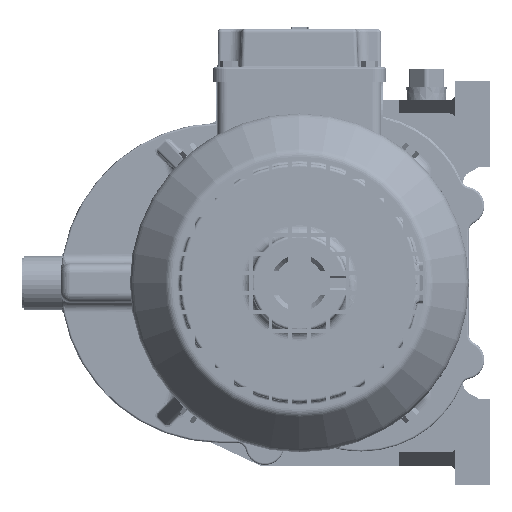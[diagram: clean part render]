
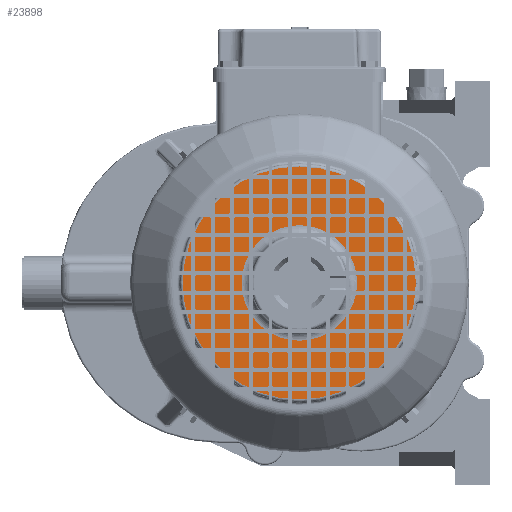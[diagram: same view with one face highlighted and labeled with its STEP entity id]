
A CAD part, left-side view. The second image highlights one B-rep face of the part: STEP entity #23898.
In plain terms, the highlighted planar face has unit normal (-1, 0, 0).
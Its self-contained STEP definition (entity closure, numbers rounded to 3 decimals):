
#11865 = CARTESIAN_POINT ( 'NONE',  ( -189.5, -36., 0. ) ) ;
#11919 = CIRCLE ( 'NONE', #265834, 30. ) ;
#23898 = ADVANCED_FACE ( 'NONE', ( #74917, #156204 ), #235948, .F. ) ;
#24910 = AXIS2_PLACEMENT_3D ( 'NONE', #209320, #80106, #189611 ) ;
#25905 = DIRECTION ( 'NONE',  ( 0., 0., -1. ) ) ;
#35148 = VERTEX_POINT ( 'NONE', #249972 ) ;
#45760 = CARTESIAN_POINT ( 'NONE',  ( -189.5, -36., 60.5 ) ) ;
#74917 = FACE_BOUND ( 'NONE', #220392, .T. ) ;
#80106 = DIRECTION ( 'NONE',  ( 1., 0., 0. ) ) ;
#87493 = VERTEX_POINT ( 'NONE', #45760 ) ;
#115374 = DIRECTION ( 'NONE',  ( 1., 0., 0. ) ) ;
#120437 = CIRCLE ( 'NONE', #165547, 30. ) ;
#139993 = EDGE_LOOP ( 'NONE', ( #239501, #255451 ) ) ;
#148826 = CARTESIAN_POINT ( 'NONE',  ( -189.5, -36., 0. ) ) ;
#154370 = DIRECTION ( 'NONE',  ( 0., 0., -1. ) ) ;
#156204 = FACE_OUTER_BOUND ( 'NONE', #139993, .T. ) ;
#156550 = ORIENTED_EDGE ( 'NONE', *, *, #281599, .T. ) ;
#160115 = CARTESIAN_POINT ( 'NONE',  ( -189.5, -36., 0. ) ) ;
#160438 = AXIS2_PLACEMENT_3D ( 'NONE', #11865, #230998, #338974 ) ;
#165547 = AXIS2_PLACEMENT_3D ( 'NONE', #148826, #115374, #194894 ) ;
#182567 = DIRECTION ( 'NONE',  ( -1., 0., 0. ) ) ;
#189465 = EDGE_CURVE ( 'NONE', #237744, #35148, #11919, .T. ) ;
#189611 = DIRECTION ( 'NONE',  ( 0., 0., -1. ) ) ;
#194894 = DIRECTION ( 'NONE',  ( 0., 0., -1. ) ) ;
#208356 = ORIENTED_EDGE ( 'NONE', *, *, #189465, .T. ) ;
#209320 = CARTESIAN_POINT ( 'NONE',  ( -189.5, -11., 0. ) ) ;
#216174 = CARTESIAN_POINT ( 'NONE',  ( -189.5, -36., 0. ) ) ;
#220392 = EDGE_LOOP ( 'NONE', ( #156550, #208356 ) ) ;
#230206 = CARTESIAN_POINT ( 'NONE',  ( -189.5, -36., -60.5 ) ) ;
#230998 = DIRECTION ( 'NONE',  ( -1., 0., 0. ) ) ;
#235948 = PLANE ( 'NONE',  #24910 ) ;
#237497 = CARTESIAN_POINT ( 'NONE',  ( -189.5, -36., 30. ) ) ;
#237744 = VERTEX_POINT ( 'NONE', #237497 ) ;
#239501 = ORIENTED_EDGE ( 'NONE', *, *, #246433, .T. ) ;
#245174 = CIRCLE ( 'NONE', #160438, 60.5 ) ;
#246433 = EDGE_CURVE ( 'NONE', #342716, #87493, #245174, .T. ) ;
#249972 = CARTESIAN_POINT ( 'NONE',  ( -189.5, -36., -30. ) ) ;
#255451 = ORIENTED_EDGE ( 'NONE', *, *, #279682, .T. ) ;
#265834 = AXIS2_PLACEMENT_3D ( 'NONE', #160115, #268177, #25905 ) ;
#268177 = DIRECTION ( 'NONE',  ( 1., 0., 0. ) ) ;
#275720 = AXIS2_PLACEMENT_3D ( 'NONE', #216174, #182567, #154370 ) ;
#279682 = EDGE_CURVE ( 'NONE', #87493, #342716, #349279, .T. ) ;
#281599 = EDGE_CURVE ( 'NONE', #35148, #237744, #120437, .T. ) ;
#338974 = DIRECTION ( 'NONE',  ( 0., 0., -1. ) ) ;
#342716 = VERTEX_POINT ( 'NONE', #230206 ) ;
#349279 = CIRCLE ( 'NONE', #275720, 60.5 ) ;
